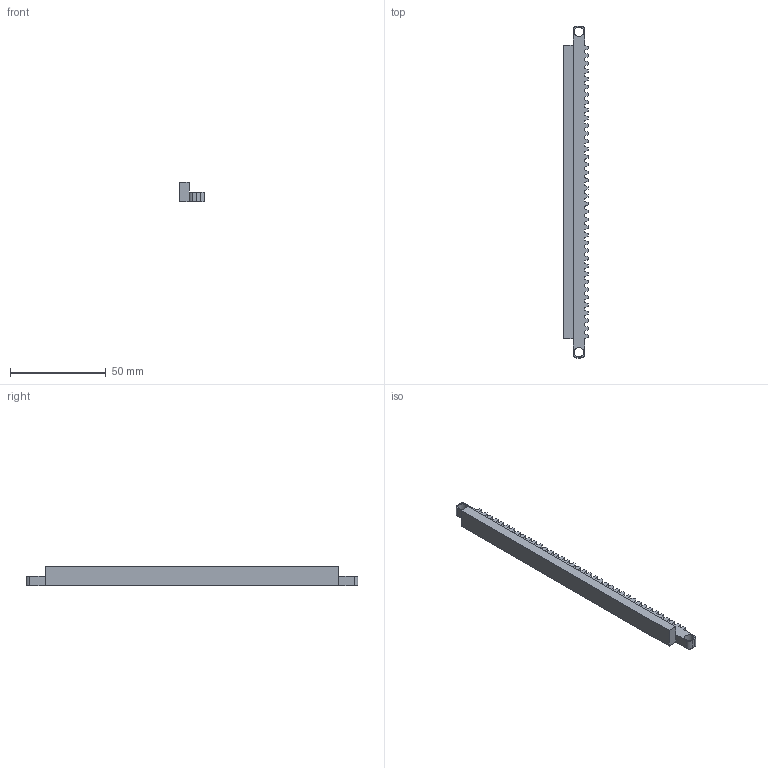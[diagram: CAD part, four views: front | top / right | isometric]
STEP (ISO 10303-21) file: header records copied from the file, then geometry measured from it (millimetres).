
FILE_DESCRIPTION (( 'STEP AP203' ), '1' );
FILE_NAME ('Rack Slidder.STEP', '2024-10-02T13:47:37', ( '' ), ( '' ), 'SwSTEP 2.0', 'SolidWorks 2023', '' );
FILE_SCHEMA (( 'CONFIG_CONTROL_DESIGN' ));
Length unit declared in the file: millimetre
Products named in the file (1): Rack Slidder
Bounding box: 13 x 173.67 x 10 mm (x, y, z)
Volume: 13404.7 mm3; surface area: 7918.4 mm2
Topology: 1 solids, 1 shells, 178 faces, 526 edges, 350 vertices
Faces by surface type: plane 166, cylinder 12
Entity records: 5923 total; most frequent: CARTESIAN_POINT 1055, ORIENTED_EDGE 1052, DIRECTION 908, EDGE_CURVE 526, LINE 502, VECTOR 502, VERTEX_POINT 350, AXIS2_PLACEMENT_3D 203
